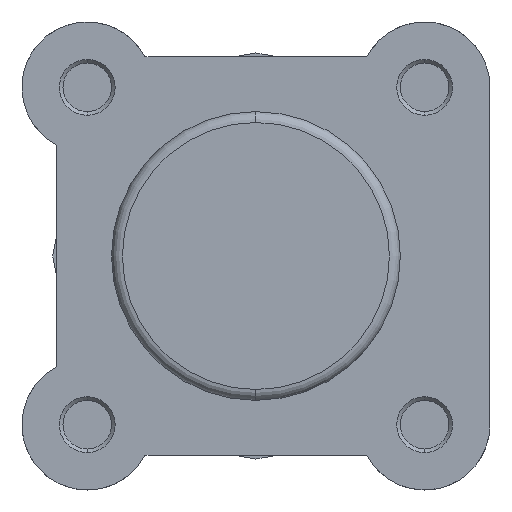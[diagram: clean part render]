
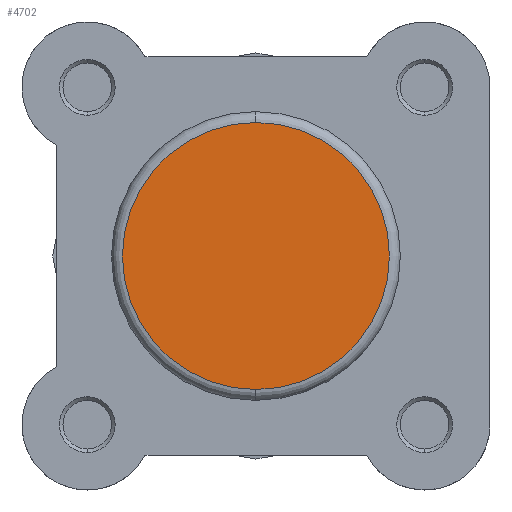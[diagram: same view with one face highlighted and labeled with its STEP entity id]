
A CAD part, left-side view. The second image highlights one B-rep face of the part: STEP entity #4702.
In plain terms, the highlighted planar face has unit normal (-1, 0, 0).
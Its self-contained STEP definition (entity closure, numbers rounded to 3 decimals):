
#247 = ORIENTED_EDGE ( 'NONE', *, *, #5232, .T. ) ;
#266 = ORIENTED_EDGE ( 'NONE', *, *, #5290, .T. ) ;
#962 = FACE_OUTER_BOUND ( 'NONE', #4407, .T. ) ;
#1091 = CIRCLE ( 'NONE', #3960, 18.4 ) ;
#1168 = CIRCLE ( 'NONE', #3991, 18.4 ) ;
#1822 = PLANE ( 'NONE',  #3912 ) ;
#1825 = CARTESIAN_POINT ( 'NONE',  ( 0., 0., 0. ) ) ;
#1835 = DIRECTION ( 'NONE',  ( 1., 0., 0. ) ) ;
#1836 = DIRECTION ( 'NONE',  ( 0., 0., -1. ) ) ;
#1961 = CARTESIAN_POINT ( 'NONE',  ( 0., 0., -18.4 ) ) ;
#2072 = CARTESIAN_POINT ( 'NONE',  ( 0., 0., 18.4 ) ) ;
#2314 = CARTESIAN_POINT ( 'NONE',  ( 0., 0., 0. ) ) ;
#2320 = DIRECTION ( 'NONE',  ( -1., 0., 0. ) ) ;
#2321 = DIRECTION ( 'NONE',  ( 0., 0., -1. ) ) ;
#2447 = CARTESIAN_POINT ( 'NONE',  ( 0., 0., 0. ) ) ;
#2460 = DIRECTION ( 'NONE',  ( -1., 0., 0. ) ) ;
#2461 = DIRECTION ( 'NONE',  ( 0., 0., -1. ) ) ;
#3912 = AXIS2_PLACEMENT_3D ( 'NONE', #1825, #1835, #1836 ) ;
#3960 = AXIS2_PLACEMENT_3D ( 'NONE', #2314, #2320, #2321 ) ;
#3991 = AXIS2_PLACEMENT_3D ( 'NONE', #2447, #2460, #2461 ) ;
#4407 = EDGE_LOOP ( 'NONE', ( #247, #266 ) ) ;
#4702 = ADVANCED_FACE ( 'NONE', ( #962 ), #1822, .F. ) ;
#4926 = VERTEX_POINT ( 'NONE', #1961 ) ;
#5078 = VERTEX_POINT ( 'NONE', #2072 ) ;
#5232 = EDGE_CURVE ( 'NONE', #4926, #5078, #1091, .T. ) ;
#5290 = EDGE_CURVE ( 'NONE', #5078, #4926, #1168, .T. ) ;
